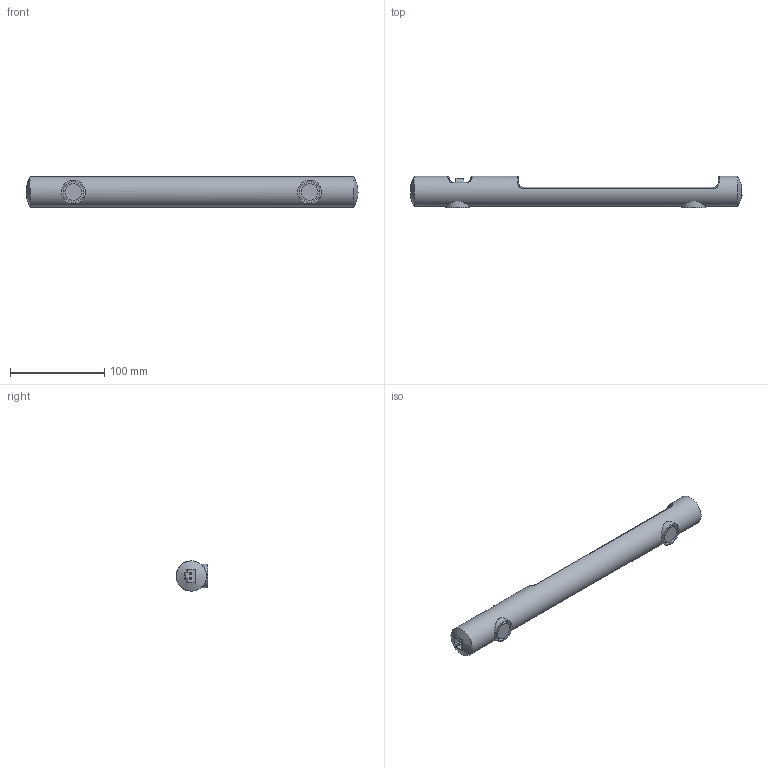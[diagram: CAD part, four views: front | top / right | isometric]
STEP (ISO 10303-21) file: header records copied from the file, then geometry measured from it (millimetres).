
FILE_DESCRIPTION(('STEP AP203'), '1');
FILE_NAME('LDN-5012_5022', '2022-12-21T12:17:19', (''), (''), 'C3D Converter', 'C3D Toolkit', '');
FILE_SCHEMA(('CONFIG_CONTROL_DESIGN'));
Length unit declared in the file: millimetre
Products named in the file (1): 1
Bounding box: 351.43 x 33.29 x 31.99 mm (x, y, z)
Volume: 218509.6 mm3; surface area: 38076.4 mm2
Topology: 1 solids, 1 shells, 132 faces, 319 edges, 204 vertices
Faces by surface type: plane 87, cylinder 29, bspline 10, torus 4, cone 2
Full cylindrical faces by diameter (mm): 1.848 x2, 1.95 x2, 18 x2, 21.971 x2, 25.019 x2, 32.004 x1
Entity records: 7473 total; most frequent: CARTESIAN_POINT 3448, ORIENTED_EDGE 604, DIRECTION 558, EDGE_CURVE 302, VERTEX_POINT 204, AXIS2_PLACEMENT_3D 190, LINE 178, VECTOR 178
